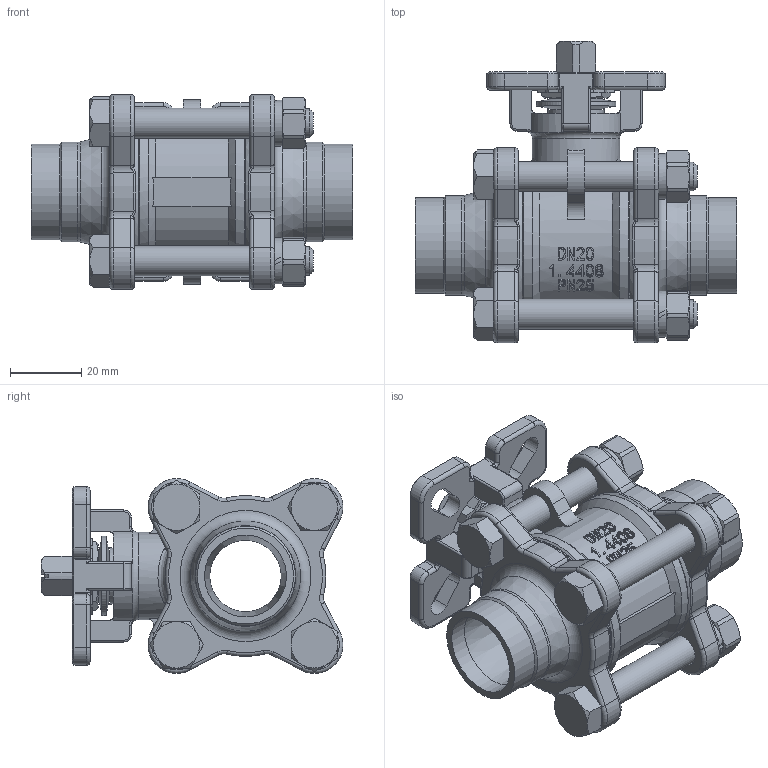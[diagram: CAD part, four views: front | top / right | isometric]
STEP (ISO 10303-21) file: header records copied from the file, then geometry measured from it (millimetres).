
FILE_DESCRIPTION (( 'STEP AP203' ), '1' );
FILE_NAME ('×°ÅäÌå0.75-900131450048603.STEP', '2026-02-03T01:50:12', ( '' ), ( '' ), 'SwSTEP 2.0', 'SolidWorks 2019', '' );
FILE_SCHEMA (( 'CONFIG_CONTROL_DESIGN' ));
Length unit declared in the file: millimetre
Products named in the file (1): 蚾饜极0.75-900131450048603
Bounding box: 90 x 84.47 x 54.53 mm (x, y, z)
Volume: 114671.6 mm3; surface area: 53442.7 mm2
Topology: 21 solids, 21 shells, 1103 faces, 2731 edges, 1718 vertices
Faces by surface type: plane 434, cylinder 274, cone 152, bspline 135, torus 105, sphere 3
Full cylindrical faces by diameter (mm): 6.647 x4, 8 x4, 8.4 x4, 8.5 x2, 8.68 x4, 9 x8, 9.6 x1, 9.921 x1, 11.112 x1, 11.23 x2, 12 x2, 12.3 x1, 12.88 x4, 15.9 x1, 16 x2, 20 x1, 22.23 x2, 22.9 x2, 24.5 x1, 26 x1, 26.9 x2, 28 x2, 45 x2
Entity records: 58157 total; most frequent: CARTESIAN_POINT 33468, ORIENTED_EDGE 5224, DIRECTION 4752, EDGE_CURVE 2612, AXIS2_PLACEMENT_3D 1861, VERTEX_POINT 1699, EDGE_LOOP 1311, FACE_OUTER_BOUND 1170
